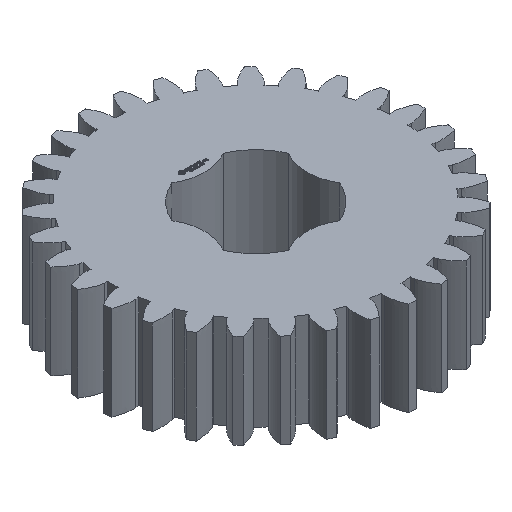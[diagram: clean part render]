
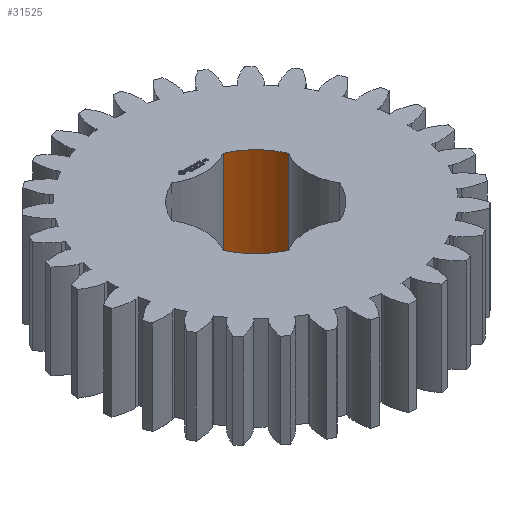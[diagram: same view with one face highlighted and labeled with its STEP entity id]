
A CAD part, isometric view. The second image highlights one B-rep face of the part: STEP entity #31525.
In plain terms, the highlighted cylindrical face has radius 6.35 mm (diameter 12.7 mm), a partial arc.
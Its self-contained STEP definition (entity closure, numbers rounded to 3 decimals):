
#93 = PLANE('',#94);
#94 = AXIS2_PLACEMENT_3D('',#95,#96,#97);
#95 = CARTESIAN_POINT('',(0.,0.,9.375)
  );
#96 = DIRECTION('',(0.,0.,1.));
#97 = DIRECTION('',(1.,0.,0.));
#168 = PLANE('',#169);
#169 = AXIS2_PLACEMENT_3D('',#170,#171,#172);
#170 = CARTESIAN_POINT('',(0.,0.,0.));
#171 = DIRECTION('',(0.,0.,1.));
#172 = DIRECTION('',(1.,0.,0.));
#9056 = VERTEX_POINT('',#9057);
#9057 = CARTESIAN_POINT('',(2.55,5.816,0.));
#9072 = CYLINDRICAL_SURFACE('',#9073,4.9);
#9073 = AXIS2_PLACEMENT_3D('',#9074,#9075,#9076);
#9074 = CARTESIAN_POINT('',(0.,10.,0.));
#9075 = DIRECTION('',(0.,-0.,-1.));
#9076 = DIRECTION('',(0.707,0.707,0.));
#9084 = EDGE_CURVE('',#9085,#9056,#9087,.T.);
#9085 = VERTEX_POINT('',#9086);
#9086 = CARTESIAN_POINT('',(5.816,2.55,0.));
#9087 = SURFACE_CURVE('',#9088,(#9093,#9100),.PCURVE_S1.);
#9088 = CIRCLE('',#9089,6.35);
#9089 = AXIS2_PLACEMENT_3D('',#9090,#9091,#9092);
#9090 = CARTESIAN_POINT('',(0.,0.,0.));
#9091 = DIRECTION('',(0.,-0.,1.));
#9092 = DIRECTION('',(0.707,0.707,0.));
#9093 = PCURVE('',#168,#9094);
#9094 = DEFINITIONAL_REPRESENTATION('',(#9095),#9099);
#9095 = CIRCLE('',#9096,6.35);
#9096 = AXIS2_PLACEMENT_2D('',#9097,#9098);
#9097 = CARTESIAN_POINT('',(0.,0.));
#9098 = DIRECTION('',(0.707,0.707));
#9099 = ( GEOMETRIC_REPRESENTATION_CONTEXT(2) 
PARAMETRIC_REPRESENTATION_CONTEXT() REPRESENTATION_CONTEXT('2D SPACE',''
  ) );
#9100 = PCURVE('',#9101,#9106);
#9101 = CYLINDRICAL_SURFACE('',#9102,6.35);
#9102 = AXIS2_PLACEMENT_3D('',#9103,#9104,#9105);
#9103 = CARTESIAN_POINT('',(0.,0.,0.));
#9104 = DIRECTION('',(0.,-0.,-1.));
#9105 = DIRECTION('',(0.707,0.707,0.));
#9106 = DEFINITIONAL_REPRESENTATION('',(#9107),#9111);
#9107 = LINE('',#9108,#9109);
#9108 = CARTESIAN_POINT('',(-0.,0.));
#9109 = VECTOR('',#9110,1.);
#9110 = DIRECTION('',(-1.,0.));
#9111 = ( GEOMETRIC_REPRESENTATION_CONTEXT(2) 
PARAMETRIC_REPRESENTATION_CONTEXT() REPRESENTATION_CONTEXT('2D SPACE',''
  ) );
#9130 = CYLINDRICAL_SURFACE('',#9131,4.9);
#9131 = AXIS2_PLACEMENT_3D('',#9132,#9133,#9134);
#9132 = CARTESIAN_POINT('',(10.,0.,0.));
#9133 = DIRECTION('',(0.,-0.,-1.));
#9134 = DIRECTION('',(0.707,0.707,0.));
#15538 = VERTEX_POINT('',#15539);
#15539 = CARTESIAN_POINT('',(2.55,5.816,9.375));
#15561 = EDGE_CURVE('',#15562,#15538,#15564,.T.);
#15562 = VERTEX_POINT('',#15563);
#15563 = CARTESIAN_POINT('',(5.816,2.55,9.375));
#15564 = SURFACE_CURVE('',#15565,(#15570,#15577),.PCURVE_S1.);
#15565 = CIRCLE('',#15566,6.35);
#15566 = AXIS2_PLACEMENT_3D('',#15567,#15568,#15569);
#15567 = CARTESIAN_POINT('',(0.,0.,9.375
    ));
#15568 = DIRECTION('',(0.,-0.,1.));
#15569 = DIRECTION('',(0.707,0.707,0.));
#15570 = PCURVE('',#93,#15571);
#15571 = DEFINITIONAL_REPRESENTATION('',(#15572),#15576);
#15572 = CIRCLE('',#15573,6.35);
#15573 = AXIS2_PLACEMENT_2D('',#15574,#15575);
#15574 = CARTESIAN_POINT('',(0.,0.));
#15575 = DIRECTION('',(0.707,0.707));
#15576 = ( GEOMETRIC_REPRESENTATION_CONTEXT(2) 
PARAMETRIC_REPRESENTATION_CONTEXT() REPRESENTATION_CONTEXT('2D SPACE',''
  ) );
#15577 = PCURVE('',#9101,#15578);
#15578 = DEFINITIONAL_REPRESENTATION('',(#15579),#15583);
#15579 = LINE('',#15580,#15581);
#15580 = CARTESIAN_POINT('',(-0.,-9.375));
#15581 = VECTOR('',#15582,1.);
#15582 = DIRECTION('',(-1.,0.));
#15583 = ( GEOMETRIC_REPRESENTATION_CONTEXT(2) 
PARAMETRIC_REPRESENTATION_CONTEXT() REPRESENTATION_CONTEXT('2D SPACE',''
  ) );
#31502 = EDGE_CURVE('',#9085,#15562,#31503,.T.);
#31503 = SURFACE_CURVE('',#31504,(#31508,#31515),.PCURVE_S1.);
#31504 = LINE('',#31505,#31506);
#31505 = CARTESIAN_POINT('',(5.816,2.55,0.));
#31506 = VECTOR('',#31507,1.);
#31507 = DIRECTION('',(0.,0.,1.));
#31508 = PCURVE('',#9130,#31509);
#31509 = DEFINITIONAL_REPRESENTATION('',(#31510),#31514);
#31510 = LINE('',#31511,#31512);
#31511 = CARTESIAN_POINT('',(-1.809,0.));
#31512 = VECTOR('',#31513,1.);
#31513 = DIRECTION('',(-0.,-1.));
#31514 = ( GEOMETRIC_REPRESENTATION_CONTEXT(2) 
PARAMETRIC_REPRESENTATION_CONTEXT() REPRESENTATION_CONTEXT('2D SPACE',''
  ) );
#31515 = PCURVE('',#9101,#31516);
#31516 = DEFINITIONAL_REPRESENTATION('',(#31517),#31521);
#31517 = LINE('',#31518,#31519);
#31518 = CARTESIAN_POINT('',(-5.911,0.));
#31519 = VECTOR('',#31520,1.);
#31520 = DIRECTION('',(-0.,-1.));
#31521 = ( GEOMETRIC_REPRESENTATION_CONTEXT(2) 
PARAMETRIC_REPRESENTATION_CONTEXT() REPRESENTATION_CONTEXT('2D SPACE',''
  ) );
#31525 = ADVANCED_FACE('',(#31526),#9101,.F.);
#31526 = FACE_BOUND('',#31527,.T.);
#31527 = EDGE_LOOP('',(#31528,#31529,#31530,#31551));
#31528 = ORIENTED_EDGE('',*,*,#31502,.T.);
#31529 = ORIENTED_EDGE('',*,*,#15561,.T.);
#31530 = ORIENTED_EDGE('',*,*,#31531,.F.);
#31531 = EDGE_CURVE('',#9056,#15538,#31532,.T.);
#31532 = SURFACE_CURVE('',#31533,(#31537,#31544),.PCURVE_S1.);
#31533 = LINE('',#31534,#31535);
#31534 = CARTESIAN_POINT('',(2.55,5.816,0.));
#31535 = VECTOR('',#31536,1.);
#31536 = DIRECTION('',(0.,0.,1.));
#31537 = PCURVE('',#9101,#31538);
#31538 = DEFINITIONAL_REPRESENTATION('',(#31539),#31543);
#31539 = LINE('',#31540,#31541);
#31540 = CARTESIAN_POINT('',(-6.655,0.));
#31541 = VECTOR('',#31542,1.);
#31542 = DIRECTION('',(-0.,-1.));
#31543 = ( GEOMETRIC_REPRESENTATION_CONTEXT(2) 
PARAMETRIC_REPRESENTATION_CONTEXT() REPRESENTATION_CONTEXT('2D SPACE',''
  ) );
#31544 = PCURVE('',#9072,#31545);
#31545 = DEFINITIONAL_REPRESENTATION('',(#31546),#31550);
#31546 = LINE('',#31547,#31548);
#31547 = CARTESIAN_POINT('',(-4.474,0.));
#31548 = VECTOR('',#31549,1.);
#31549 = DIRECTION('',(-0.,-1.));
#31550 = ( GEOMETRIC_REPRESENTATION_CONTEXT(2) 
PARAMETRIC_REPRESENTATION_CONTEXT() REPRESENTATION_CONTEXT('2D SPACE',''
  ) );
#31551 = ORIENTED_EDGE('',*,*,#9084,.F.);
